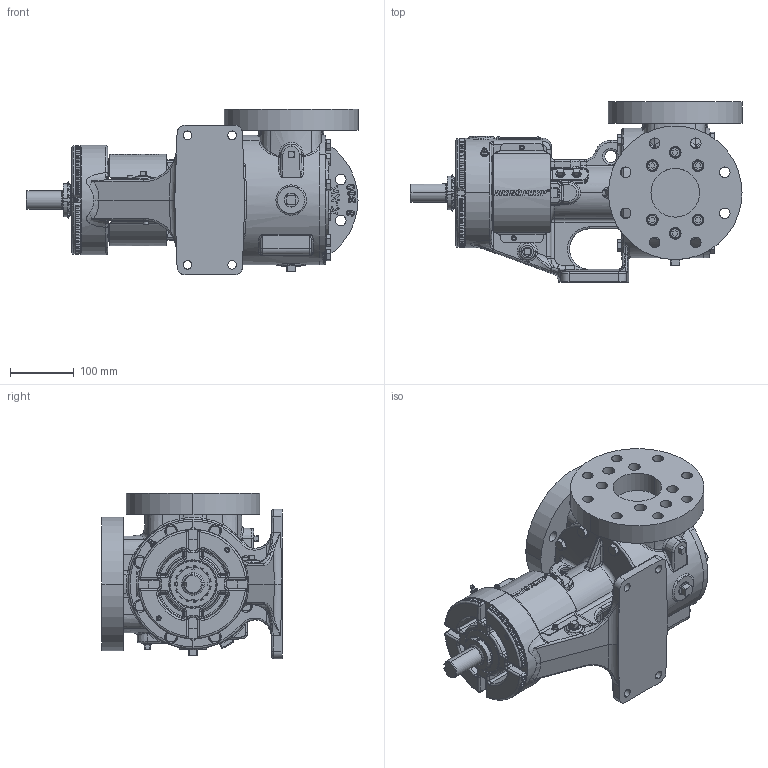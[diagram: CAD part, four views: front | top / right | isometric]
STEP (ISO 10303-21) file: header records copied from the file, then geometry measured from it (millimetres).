
FILE_DESCRIPTION (( 'STEP AP214' ), '1' );
FILE_NAME ('KV-2655.STEP', '2024-04-03T13:22:17', ( '' ), ( '' ), 'SwSTEP 2.0', 'SolidWorks 2022', '' );
FILE_SCHEMA (( 'AUTOMOTIVE_DESIGN' ));
Length unit declared in the file: inch
Products named in the file (1): KV-2655
Bounding box: 520.74 x 282.45 x 260.22 mm (x, y, z)
Volume: 9952097.4 mm3; surface area: 757476.3 mm2
Topology: 1 solids, 13 shells, 4279 faces, 10872 edges, 6822 vertices
Faces by surface type: plane 1505, bspline 1297, cone 732, cylinder 574, torus 108, sphere 63
Entity records: 243818 total; most frequent: CARTESIAN_POINT 94862, ORIENTED_EDGE 21626, DIRECTION 15842, EDGE_CURVE 10813, VERTEX_POINT 6819, AXIS2_PLACEMENT_3D 5689, EDGE_LOOP 4618, VECTOR 4464
